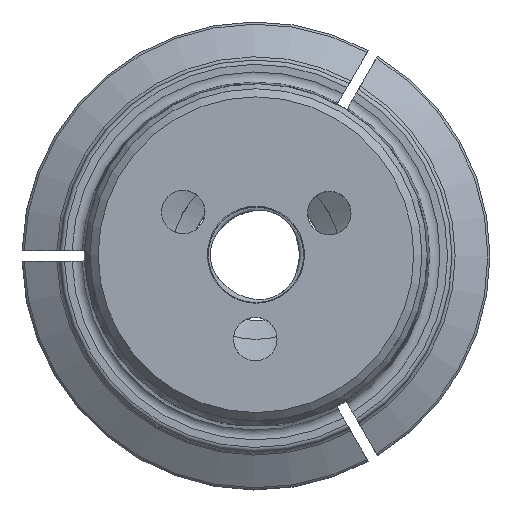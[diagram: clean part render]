
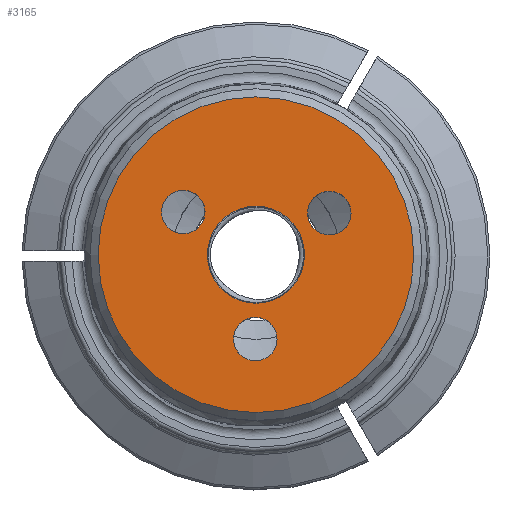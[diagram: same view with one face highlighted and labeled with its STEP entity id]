
A CAD part, top view. The second image highlights one B-rep face of the part: STEP entity #3165.
In plain terms, the highlighted planar face has unit normal (0, 0, 1).
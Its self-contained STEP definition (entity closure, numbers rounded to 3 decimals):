
#147=PLANE('',#3377);
#605=ORIENTED_EDGE('',*,*,#1203,.F.);
#606=ORIENTED_EDGE('',*,*,#1207,.F.);
#607=ORIENTED_EDGE('',*,*,#1189,.T.);
#608=ORIENTED_EDGE('',*,*,#1150,.T.);
#609=ORIENTED_EDGE('',*,*,#1111,.T.);
#1111=EDGE_CURVE('',#1438,#1438,#1661,.T.);
#1150=EDGE_CURVE('',#1465,#1465,#1681,.T.);
#1189=EDGE_CURVE('',#1492,#1492,#1701,.T.);
#1203=EDGE_CURVE('',#1500,#1500,#1712,.T.);
#1207=EDGE_CURVE('',#1504,#1504,#1716,.T.);
#1438=VERTEX_POINT('',#4359);
#1465=VERTEX_POINT('',#4457);
#1492=VERTEX_POINT('',#4555);
#1500=VERTEX_POINT('',#4603);
#1504=VERTEX_POINT('',#4613);
#1661=CIRCLE('',#3282,2.);
#1681=CIRCLE('',#3315,2.);
#1701=CIRCLE('',#3348,2.);
#1712=CIRCLE('',#3366,4.459);
#1716=CIRCLE('',#3372,14.5);
#1869=EDGE_LOOP('',(#605));
#1870=EDGE_LOOP('',(#606));
#1871=EDGE_LOOP('',(#607));
#1872=EDGE_LOOP('',(#608));
#1873=EDGE_LOOP('',(#609));
#2043=FACE_BOUND('',#1869,.T.);
#2044=FACE_BOUND('',#1870,.T.);
#2045=FACE_BOUND('',#1871,.T.);
#2046=FACE_BOUND('',#1872,.T.);
#2047=FACE_BOUND('',#1873,.T.);
#3165=ADVANCED_FACE('',(#2043,#2044,#2045,#2046,#2047),#147,.F.);
#3282=AXIS2_PLACEMENT_3D('',#4358,#3628,#3629);
#3315=AXIS2_PLACEMENT_3D('',#4456,#3712,#3713);
#3348=AXIS2_PLACEMENT_3D('',#4554,#3796,#3797);
#3366=AXIS2_PLACEMENT_3D('',#4602,#3834,#3835);
#3372=AXIS2_PLACEMENT_3D('',#4612,#3846,#3847);
#3377=AXIS2_PLACEMENT_3D('',#4620,#3856,#3857);
#3628=DIRECTION('',(0.,0.,-1.));
#3629=DIRECTION('',(-1.,0.,0.));
#3712=DIRECTION('',(0.,0.,-1.));
#3713=DIRECTION('',(-1.,0.,0.));
#3796=DIRECTION('',(0.,0.,-1.));
#3797=DIRECTION('',(-1.,0.,0.));
#3834=DIRECTION('',(0.,0.,1.));
#3835=DIRECTION('',(0.,-1.,0.));
#3846=DIRECTION('',(0.,0.,-1.));
#3847=DIRECTION('',(-1.,0.,0.));
#3856=DIRECTION('',(0.,0.,-1.));
#3857=DIRECTION('',(-1.,0.,0.));
#4358=CARTESIAN_POINT('',(-0.058,-7.75,70.));
#4359=CARTESIAN_POINT('',(-2.058,-7.75,70.));
#4456=CARTESIAN_POINT('',(-6.682,3.925,70.));
#4457=CARTESIAN_POINT('',(-8.682,3.925,70.));
#4554=CARTESIAN_POINT('',(6.741,3.824,70.));
#4555=CARTESIAN_POINT('',(4.741,3.824,70.));
#4602=CARTESIAN_POINT('',(0.,0.,70.));
#4603=CARTESIAN_POINT('',(0.,-4.459,70.));
#4612=CARTESIAN_POINT('',(0.,0.,70.));
#4613=CARTESIAN_POINT('',(-14.5,0.,70.));
#4620=CARTESIAN_POINT('',(15.25,0.,70.));
